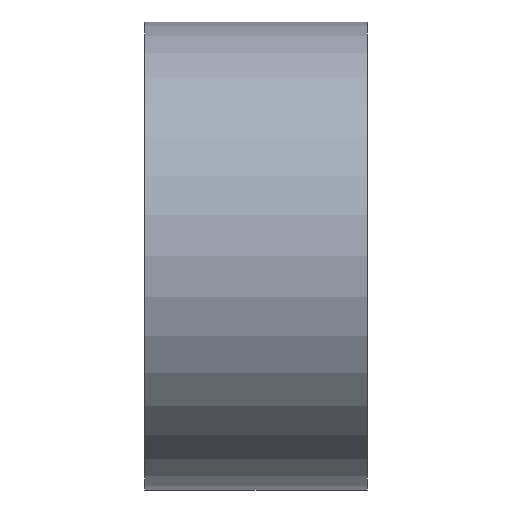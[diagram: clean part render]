
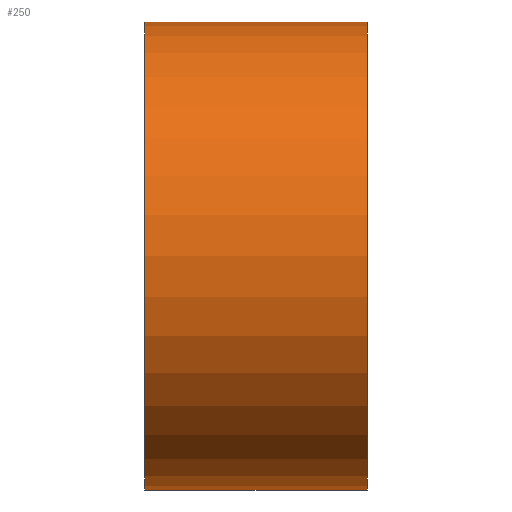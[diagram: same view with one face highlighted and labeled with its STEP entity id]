
A CAD part, left-side view. The second image highlights one B-rep face of the part: STEP entity #250.
In plain terms, the highlighted cylindrical face has radius 10.5 mm (diameter 21 mm), a partial arc.
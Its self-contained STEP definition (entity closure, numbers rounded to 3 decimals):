
#7 = DIRECTION ( 'NONE',  ( 0., -1., 0. ) ) ;
#9 = CARTESIAN_POINT ( 'NONE',  ( 0., 0., 10.5 ) ) ;
#14 = DIRECTION ( 'NONE',  ( 0., 0., 1. ) ) ;
#27 = AXIS2_PLACEMENT_3D ( 'NONE', #217, #134, #66 ) ;
#66 = DIRECTION ( 'NONE',  ( 0., 0., -1. ) ) ;
#69 = LINE ( 'NONE', #287, #301 ) ;
#94 = VERTEX_POINT ( 'NONE', #259 ) ;
#100 = CARTESIAN_POINT ( 'NONE',  ( 0., 10., -10.5 ) ) ;
#109 = CIRCLE ( 'NONE', #251, 10.5 ) ;
#116 = DIRECTION ( 'NONE',  ( 0., 1., 0. ) ) ;
#127 = VERTEX_POINT ( 'NONE', #9 ) ;
#131 = FACE_OUTER_BOUND ( 'NONE', #228, .T. ) ;
#134 = DIRECTION ( 'NONE',  ( 0., -1., 0. ) ) ;
#136 = VECTOR ( 'NONE', #7, 1000. ) ;
#146 = EDGE_CURVE ( 'NONE', #258, #94, #69, .T. ) ;
#163 = ORIENTED_EDGE ( 'NONE', *, *, #171, .F. ) ;
#165 = AXIS2_PLACEMENT_3D ( 'NONE', #271, #240, #14 ) ;
#167 = VERTEX_POINT ( 'NONE', #288 ) ;
#171 = EDGE_CURVE ( 'NONE', #258, #167, #109, .T. ) ;
#175 = CIRCLE ( 'NONE', #165, 10.5 ) ;
#182 = DIRECTION ( 'NONE',  ( 0., 0., 1. ) ) ;
#188 = ORIENTED_EDGE ( 'NONE', *, *, #146, .T. ) ;
#217 = CARTESIAN_POINT ( 'NONE',  ( 0., 10., 0. ) ) ;
#222 = ORIENTED_EDGE ( 'NONE', *, *, #225, .F. ) ;
#224 = CYLINDRICAL_SURFACE ( 'NONE', #27, 10.5 ) ;
#225 = EDGE_CURVE ( 'NONE', #167, #127, #276, .T. ) ;
#228 = EDGE_LOOP ( 'NONE', ( #222, #163, #188, #299 ) ) ;
#235 = CARTESIAN_POINT ( 'NONE',  ( 0., 10., 0. ) ) ;
#239 = DIRECTION ( 'NONE',  ( 0., -1., 0. ) ) ;
#240 = DIRECTION ( 'NONE',  ( 0., 1., 0. ) ) ;
#250 = ADVANCED_FACE ( 'NONE', ( #131 ), #224, .T. ) ;
#251 = AXIS2_PLACEMENT_3D ( 'NONE', #235, #116, #182 ) ;
#258 = VERTEX_POINT ( 'NONE', #100 ) ;
#259 = CARTESIAN_POINT ( 'NONE',  ( 0., 0., -10.5 ) ) ;
#260 = CARTESIAN_POINT ( 'NONE',  ( 0., 10., 10.5 ) ) ;
#271 = CARTESIAN_POINT ( 'NONE',  ( 0., 0., 0. ) ) ;
#276 = LINE ( 'NONE', #260, #136 ) ;
#287 = CARTESIAN_POINT ( 'NONE',  ( 0., 10., -10.5 ) ) ;
#288 = CARTESIAN_POINT ( 'NONE',  ( 0., 10., 10.5 ) ) ;
#299 = ORIENTED_EDGE ( 'NONE', *, *, #302, .T. ) ;
#301 = VECTOR ( 'NONE', #239, 1000. ) ;
#302 = EDGE_CURVE ( 'NONE', #94, #127, #175, .T. ) ;
